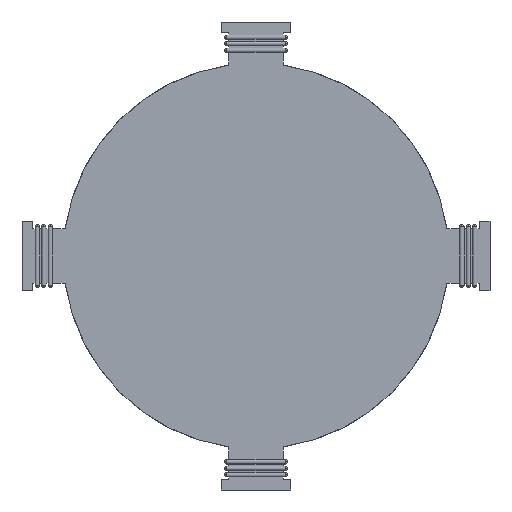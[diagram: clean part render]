
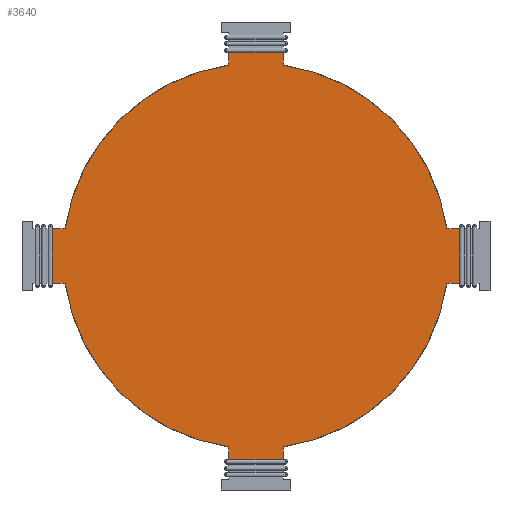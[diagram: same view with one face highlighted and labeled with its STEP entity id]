
A CAD part, front view. The second image highlights one B-rep face of the part: STEP entity #3640.
In plain terms, the highlighted planar face has unit normal (0, -1, 0).
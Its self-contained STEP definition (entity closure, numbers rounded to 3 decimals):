
#257=DIRECTION('',(-1.,0.,0.));
#258=VECTOR('',#257,0.598);
#259=CARTESIAN_POINT('',(-8.802,0.,-1.25));
#260=LINE('',#259,#258);
#261=DIRECTION('',(0.,0.,-1.));
#262=VECTOR('',#261,2.5);
#263=CARTESIAN_POINT('',(-9.4,0.,1.25));
#264=LINE('',#263,#262);
#265=DIRECTION('',(1.,0.,0.));
#266=VECTOR('',#265,0.598);
#267=CARTESIAN_POINT('',(-9.4,0.,1.25));
#268=LINE('',#267,#266);
#269=CARTESIAN_POINT('',(0.,0.,0.));
#270=DIRECTION('',(0.,1.,0.));
#271=DIRECTION('',(-0.99,0.,0.141));
#272=AXIS2_PLACEMENT_3D('',#269,#270,#271);
#274=DIRECTION('',(0.,0.,1.));
#275=VECTOR('',#274,0.598);
#276=CARTESIAN_POINT('',(-1.25,0.,8.802));
#277=LINE('',#276,#275);
#278=DIRECTION('',(-1.,0.,0.));
#279=VECTOR('',#278,2.5);
#280=CARTESIAN_POINT('',(1.25,0.,9.4));
#281=LINE('',#280,#279);
#282=DIRECTION('',(0.,0.,-1.));
#283=VECTOR('',#282,0.598);
#284=CARTESIAN_POINT('',(1.25,0.,9.4));
#285=LINE('',#284,#283);
#286=CARTESIAN_POINT('',(0.,0.,0.));
#287=DIRECTION('',(0.,1.,0.));
#288=DIRECTION('',(0.141,0.,0.99));
#289=AXIS2_PLACEMENT_3D('',#286,#287,#288);
#291=DIRECTION('',(1.,0.,0.));
#292=VECTOR('',#291,0.598);
#293=CARTESIAN_POINT('',(8.802,0.,1.25));
#294=LINE('',#293,#292);
#295=DIRECTION('',(0.,0.,1.));
#296=VECTOR('',#295,2.5);
#297=CARTESIAN_POINT('',(9.4,0.,-1.25));
#298=LINE('',#297,#296);
#299=DIRECTION('',(-1.,0.,0.));
#300=VECTOR('',#299,0.598);
#301=CARTESIAN_POINT('',(9.4,0.,-1.25));
#302=LINE('',#301,#300);
#303=CARTESIAN_POINT('',(0.,0.,0.));
#304=DIRECTION('',(0.,1.,0.));
#305=DIRECTION('',(0.99,0.,-0.141));
#306=AXIS2_PLACEMENT_3D('',#303,#304,#305);
#308=DIRECTION('',(0.,0.,-1.));
#309=VECTOR('',#308,0.598);
#310=CARTESIAN_POINT('',(1.25,0.,-8.802));
#311=LINE('',#310,#309);
#312=DIRECTION('',(1.,0.,0.));
#313=VECTOR('',#312,2.5);
#314=CARTESIAN_POINT('',(-1.25,0.,-9.4));
#315=LINE('',#314,#313);
#316=DIRECTION('',(0.,0.,1.));
#317=VECTOR('',#316,0.598);
#318=CARTESIAN_POINT('',(-1.25,0.,-9.4));
#319=LINE('',#318,#317);
#320=CARTESIAN_POINT('',(0.,0.,0.));
#321=DIRECTION('',(0.,1.,0.));
#322=DIRECTION('',(-0.141,0.,-0.99));
#323=AXIS2_PLACEMENT_3D('',#320,#321,#322);
#2833=CARTESIAN_POINT('',(1.25,0.,-8.802));
#2834=VERTEX_POINT('',#2833);
#2835=CARTESIAN_POINT('',(-1.25,0.,-8.802));
#2836=VERTEX_POINT('',#2835);
#2837=CARTESIAN_POINT('',(-8.802,0.,-1.25));
#2838=VERTEX_POINT('',#2837);
#2839=CARTESIAN_POINT('',(8.802,0.,-1.25));
#2840=VERTEX_POINT('',#2839);
#2849=CARTESIAN_POINT('',(-8.802,0.,1.25));
#2850=VERTEX_POINT('',#2849);
#2851=CARTESIAN_POINT('',(-1.25,0.,8.802));
#2852=VERTEX_POINT('',#2851);
#2853=CARTESIAN_POINT('',(1.25,0.,8.802));
#2854=VERTEX_POINT('',#2853);
#2855=CARTESIAN_POINT('',(8.802,0.,1.25));
#2856=VERTEX_POINT('',#2855);
#2889=CARTESIAN_POINT('',(-1.25,0.,9.4));
#2890=VERTEX_POINT('',#2889);
#2987=CARTESIAN_POINT('',(9.4,0.,1.25));
#2988=VERTEX_POINT('',#2987);
#3031=CARTESIAN_POINT('',(1.25,0.,-9.4));
#3032=VERTEX_POINT('',#3031);
#3075=CARTESIAN_POINT('',(-9.4,0.,-1.25));
#3076=VERTEX_POINT('',#3075);
#3249=CARTESIAN_POINT('',(1.25,0.,9.4));
#3250=VERTEX_POINT('',#3249);
#3253=CARTESIAN_POINT('',(9.4,0.,-1.25));
#3254=VERTEX_POINT('',#3253);
#3257=CARTESIAN_POINT('',(-1.25,0.,-9.4));
#3258=VERTEX_POINT('',#3257);
#3261=CARTESIAN_POINT('',(-9.4,0.,1.25));
#3262=VERTEX_POINT('',#3261);
#3601=CARTESIAN_POINT('',(0.,0.,0.));
#3602=DIRECTION('',(0.,1.,0.));
#3603=DIRECTION('',(1.,0.,0.));
#3604=AXIS2_PLACEMENT_3D('',#3601,#3602,#3603);
#3605=PLANE('',#3604);
#3607=ORIENTED_EDGE('',*,*,#3606,.T.);
#3609=ORIENTED_EDGE('',*,*,#3608,.F.);
#3611=ORIENTED_EDGE('',*,*,#3610,.T.);
#3613=ORIENTED_EDGE('',*,*,#3612,.T.);
#3615=ORIENTED_EDGE('',*,*,#3614,.T.);
#3617=ORIENTED_EDGE('',*,*,#3616,.F.);
#3619=ORIENTED_EDGE('',*,*,#3618,.T.);
#3621=ORIENTED_EDGE('',*,*,#3620,.T.);
#3623=ORIENTED_EDGE('',*,*,#3622,.T.);
#3625=ORIENTED_EDGE('',*,*,#3624,.F.);
#3627=ORIENTED_EDGE('',*,*,#3626,.T.);
#3629=ORIENTED_EDGE('',*,*,#3628,.T.);
#3631=ORIENTED_EDGE('',*,*,#3630,.T.);
#3633=ORIENTED_EDGE('',*,*,#3632,.F.);
#3635=ORIENTED_EDGE('',*,*,#3634,.T.);
#3637=ORIENTED_EDGE('',*,*,#3636,.T.);
#3638=EDGE_LOOP('',(#3607,#3609,#3611,#3613,#3615,#3617,#3619,#3621,#3623,#3625,
#3627,#3629,#3631,#3633,#3635,#3637));
#3639=FACE_OUTER_BOUND('',#3638,.F.);
#273=CIRCLE('',#272,8.89);
#290=CIRCLE('',#289,8.89);
#307=CIRCLE('',#306,8.89);
#324=CIRCLE('',#323,8.89);
#3606=EDGE_CURVE('',#2838,#3076,#260,.T.);
#3608=EDGE_CURVE('',#3262,#3076,#264,.T.);
#3610=EDGE_CURVE('',#3262,#2850,#268,.T.);
#3612=EDGE_CURVE('',#2850,#2852,#273,.T.);
#3614=EDGE_CURVE('',#2852,#2890,#277,.T.);
#3616=EDGE_CURVE('',#3250,#2890,#281,.T.);
#3618=EDGE_CURVE('',#3250,#2854,#285,.T.);
#3620=EDGE_CURVE('',#2854,#2856,#290,.T.);
#3622=EDGE_CURVE('',#2856,#2988,#294,.T.);
#3624=EDGE_CURVE('',#3254,#2988,#298,.T.);
#3626=EDGE_CURVE('',#3254,#2840,#302,.T.);
#3628=EDGE_CURVE('',#2840,#2834,#307,.T.);
#3630=EDGE_CURVE('',#2834,#3032,#311,.T.);
#3632=EDGE_CURVE('',#3258,#3032,#315,.T.);
#3634=EDGE_CURVE('',#3258,#2836,#319,.T.);
#3636=EDGE_CURVE('',#2836,#2838,#324,.T.);
#3640=ADVANCED_FACE('',(#3639),#3605,.F.);
